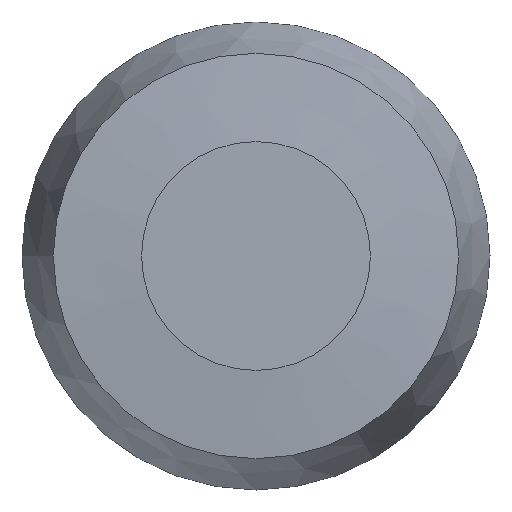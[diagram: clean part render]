
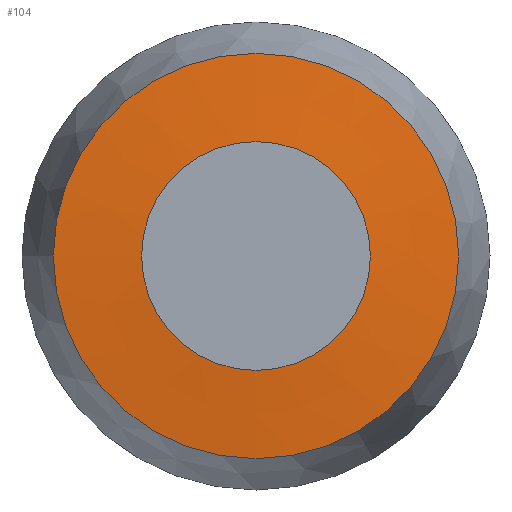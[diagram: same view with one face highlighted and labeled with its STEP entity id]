
A CAD part, left-side view. The second image highlights one B-rep face of the part: STEP entity #104.
In plain terms, the highlighted conical face has half-angle 85 degrees and reference radius 7.621 mm.
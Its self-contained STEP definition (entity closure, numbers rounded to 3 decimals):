
#73=CARTESIAN_POINT('',(-9.,5.5,0.0));
#74=VERTEX_POINT('',#73);
#75=CARTESIAN_POINT('',(-9.0,0.,0.0));
#76=DIRECTION('',(1.0,0.0,0.0));
#77=DIRECTION('',(0.0,1.0,0.0));
#78=AXIS2_PLACEMENT_3D('',#75,#76,#77);
#79=CIRCLE('',#78,5.5);
#80=EDGE_CURVE('',#74,#74,#79,.T.);
#85=CARTESIAN_POINT('',(-8.814,0.,0.0));
#86=DIRECTION('',(1.0,0.,0.0));
#87=DIRECTION('',(0.0,1.0,0.0));
#88=AXIS2_PLACEMENT_3D('',#85,#86,#87);
#89=CONICAL_SURFACE('',#88,7.621,85.);
#90=CARTESIAN_POINT('',(-8.629,9.742,0.0));
#91=VERTEX_POINT('',#90);
#92=CARTESIAN_POINT('',(-8.629,0.,0.0));
#93=DIRECTION('',(1.0,0.0,0.0));
#94=DIRECTION('',(0.0,1.0,0.0));
#95=AXIS2_PLACEMENT_3D('',#92,#93,#94);
#96=CIRCLE('',#95,9.742);
#97=EDGE_CURVE('',#91,#91,#96,.T.);
#98=ORIENTED_EDGE('',*,*,#97,.F.);
#99=EDGE_LOOP('',(#98));
#100=FACE_OUTER_BOUND('',#99,.T.);
#101=ORIENTED_EDGE('',*,*,#80,.T.);
#102=EDGE_LOOP('',(#101));
#103=FACE_BOUND('',#102,.T.);
#104=ADVANCED_FACE('',(#100,#103),#89,.T.);
